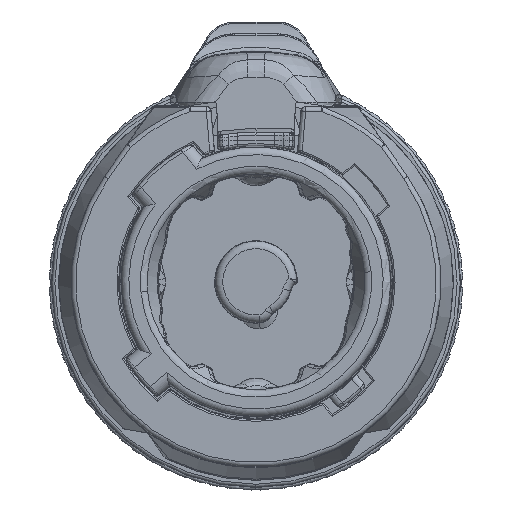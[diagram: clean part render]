
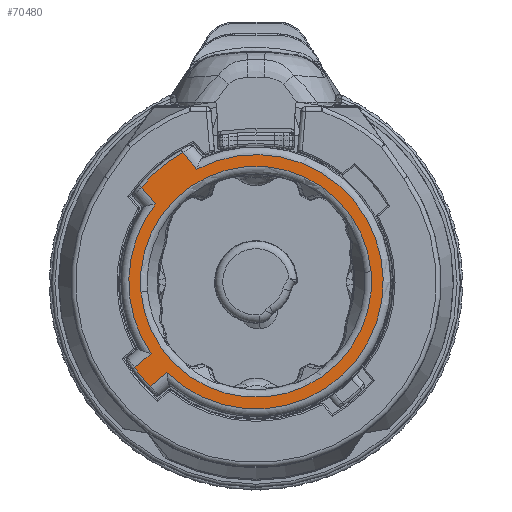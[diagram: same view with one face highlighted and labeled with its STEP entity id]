
A CAD part, top view. The second image highlights one B-rep face of the part: STEP entity #70480.
In plain terms, the highlighted planar face has unit normal (0, 0, 1).
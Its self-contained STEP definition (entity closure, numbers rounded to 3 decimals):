
#15941=CARTESIAN_POINT('',(0.,0.,63.45));
#15942=DIRECTION('',(0.,0.,-1.));
#15943=DIRECTION('',(0.996,0.087,0.));
#15944=AXIS2_PLACEMENT_3D('',#15941,#15942,#15943);
#15946=CARTESIAN_POINT('',(0.,0.,63.45));
#15947=DIRECTION('',(0.,0.,-1.));
#15948=DIRECTION('',(-0.996,-0.087,0.));
#15949=AXIS2_PLACEMENT_3D('',#15946,#15947,#15948);
#15951=DIRECTION('',(0.766,0.643,0.));
#15952=VECTOR('',#15951,1.403);
#15953=CARTESIAN_POINT('',(-7.881,-5.569,63.45));
#15954=LINE('',#15953,#15952);
#15955=DIRECTION('',(-0.643,0.766,0.));
#15956=VECTOR('',#15955,1.425);
#15957=CARTESIAN_POINT('',(-6.525,5.053,63.45));
#15958=LINE('',#15957,#15956);
#15959=CARTESIAN_POINT('',(0.,0.,63.45));
#15960=DIRECTION('',(0.,0.,1.));
#15961=DIRECTION('',(-0.493,0.87,0.));
#15962=AXIS2_PLACEMENT_3D('',#15959,#15960,#15961);
#15964=DIRECTION('',(0.643,-0.766,0.));
#15965=VECTOR('',#15964,1.425);
#15966=CARTESIAN_POINT('',(-4.759,8.395,63.45));
#15967=LINE('',#15966,#15965);
#15968=DIRECTION('',(-0.766,-0.643,0.));
#15969=VECTOR('',#15968,1.403);
#15970=CARTESIAN_POINT('',(-5.778,-5.892,63.45));
#15971=LINE('',#15970,#15969);
#15972=CARTESIAN_POINT('',(0.,0.,63.45));
#15973=DIRECTION('',(0.,0.,1.));
#15974=DIRECTION('',(-0.817,-0.577,0.));
#15975=AXIS2_PLACEMENT_3D('',#15972,#15973,#15974);
#19907=CARTESIAN_POINT('',(0.,0.,63.45));
#19908=DIRECTION('',(0.,0.,1.));
#19909=DIRECTION('',(-0.791,0.612,0.));
#19910=AXIS2_PLACEMENT_3D('',#19907,#19908,#19909);
#20132=CARTESIAN_POINT('',(0.,0.,63.45));
#20133=DIRECTION('',(0.,0.,1.));
#20134=DIRECTION('',(-0.7,-0.714,0.));
#20135=AXIS2_PLACEMENT_3D('',#20132,#20133,#20134);
#43033=CARTESIAN_POINT('',(7.469,0.653,63.45));
#43034=CARTESIAN_POINT('',(-7.469,-0.653,63.45));
#43035=VERTEX_POINT('',#43033);
#43036=VERTEX_POINT('',#43034);
#43356=CARTESIAN_POINT('',(-7.881,-5.569,63.45));
#43357=CARTESIAN_POINT('',(-6.806,-4.667,63.45));
#43358=VERTEX_POINT('',#43356);
#43359=VERTEX_POINT('',#43357);
#43366=CARTESIAN_POINT('',(-6.853,-6.794,63.45));
#43367=VERTEX_POINT('',#43366);
#43368=CARTESIAN_POINT('',(-4.759,8.395,63.45));
#43369=CARTESIAN_POINT('',(-7.441,6.145,63.45));
#43370=VERTEX_POINT('',#43368);
#43371=VERTEX_POINT('',#43369);
#43378=CARTESIAN_POINT('',(-6.525,5.053,63.45));
#43379=VERTEX_POINT('',#43378);
#43380=CARTESIAN_POINT('',(-5.778,-5.892,63.45));
#43381=CARTESIAN_POINT('',(-3.843,7.303,63.45));
#43382=VERTEX_POINT('',#43380);
#43383=VERTEX_POINT('',#43381);
#70452=CARTESIAN_POINT('',(0.,0.,63.45));
#70453=DIRECTION('',(0.,0.,1.));
#70454=DIRECTION('',(-0.766,-0.643,0.));
#70455=AXIS2_PLACEMENT_3D('',#70452,#70453,#70454);
#70456=PLANE('',#70455);
#70457=ORIENTED_EDGE('',*,*,#70441,.T.);
#70459=ORIENTED_EDGE('',*,*,#70458,.F.);
#70461=ORIENTED_EDGE('',*,*,#70460,.T.);
#70463=ORIENTED_EDGE('',*,*,#70462,.F.);
#70465=ORIENTED_EDGE('',*,*,#70464,.T.);
#70467=ORIENTED_EDGE('',*,*,#70466,.F.);
#70469=ORIENTED_EDGE('',*,*,#70468,.T.);
#70471=ORIENTED_EDGE('',*,*,#70470,.F.);
#70472=EDGE_LOOP('',(#70457,#70459,#70461,#70463,#70465,#70467,#70469,#70471));
#70473=FACE_OUTER_BOUND('',#70472,.F.);
#70475=ORIENTED_EDGE('',*,*,#70474,.F.);
#70477=ORIENTED_EDGE('',*,*,#70476,.F.);
#70478=EDGE_LOOP('',(#70475,#70477));
#70479=FACE_BOUND('',#70478,.F.);
#70480=ADVANCED_FACE('',(#70473,#70479),#70456,.T.);
#15945=CIRCLE('',#15944,7.497);
#15950=CIRCLE('',#15949,7.497);
#15963=CIRCLE('',#15962,9.65);
#15976=CIRCLE('',#15975,9.65);
#19911=CIRCLE('',#19910,8.253);
#20136=CIRCLE('',#20135,8.253);
#70441=EDGE_CURVE('',#43358,#43359,#15954,.T.);
#70458=EDGE_CURVE('',#43379,#43359,#19911,.T.);
#70460=EDGE_CURVE('',#43379,#43371,#15958,.T.);
#70462=EDGE_CURVE('',#43370,#43371,#15963,.T.);
#70464=EDGE_CURVE('',#43370,#43383,#15967,.T.);
#70466=EDGE_CURVE('',#43382,#43383,#20136,.T.);
#70468=EDGE_CURVE('',#43382,#43367,#15971,.T.);
#70470=EDGE_CURVE('',#43358,#43367,#15976,.T.);
#70474=EDGE_CURVE('',#43035,#43036,#15945,.T.);
#70476=EDGE_CURVE('',#43036,#43035,#15950,.T.);
